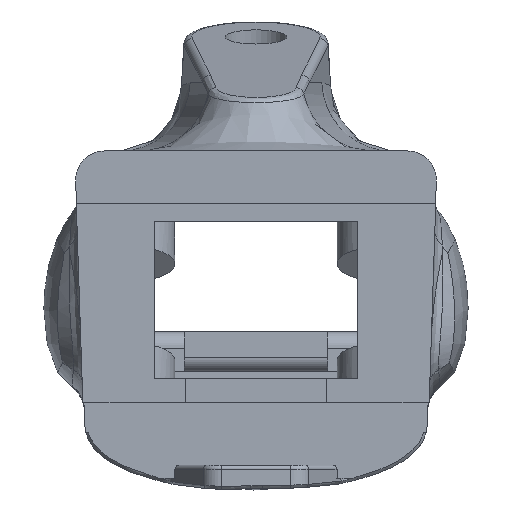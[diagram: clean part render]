
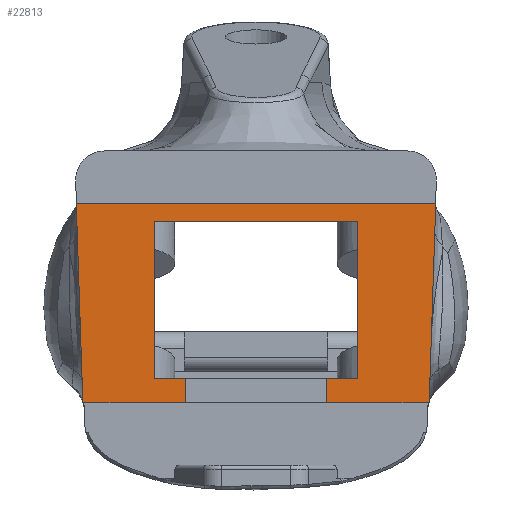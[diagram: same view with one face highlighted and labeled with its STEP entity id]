
A CAD part, top view. The second image highlights one B-rep face of the part: STEP entity #22813.
In plain terms, the highlighted planar face has unit normal (0, 0, 1).
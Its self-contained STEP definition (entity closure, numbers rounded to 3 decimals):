
#4895=DIRECTION('',(0.,-1.,0.));
#4896=VECTOR('',#4895,2.414);
#4897=CARTESIAN_POINT('',(-7.001,-29.586,
-94.861));
#4898=LINE('',#4897,#4896);
#4899=DIRECTION('',(1.,0.,0.));
#4900=VECTOR('',#4899,35.692);
#4901=CARTESIAN_POINT('',(-17.846,-12.2,-94.861));
#4902=LINE('',#4901,#4900);
#4903=DIRECTION('',(-0.033,-0.999,0.));
#4904=VECTOR('',#4903,19.811);
#4905=CARTESIAN_POINT('',(17.846,-12.2,-94.861));
#4906=LINE('',#4905,#4904);
#4907=DIRECTION('',(0.,-1.,0.));
#4908=VECTOR('',#4907,2.414);
#4909=CARTESIAN_POINT('',(7.001,-29.586,
-94.861));
#4910=LINE('',#4909,#4908);
#4911=DIRECTION('',(1.,0.,0.));
#4912=VECTOR('',#4911,3.115);
#4913=CARTESIAN_POINT('',(7.001,-29.586,
-94.861));
#4914=LINE('',#4913,#4912);
#4915=DIRECTION('',(0.,1.,0.));
#4916=VECTOR('',#4915,15.546);
#4917=CARTESIAN_POINT('',(10.116,-29.586,
-94.861));
#4918=LINE('',#4917,#4916);
#4919=DIRECTION('',(-1.,0.,0.));
#4920=VECTOR('',#4919,20.232);
#4921=CARTESIAN_POINT('',(10.116,-14.04,
-94.861));
#4922=LINE('',#4921,#4920);
#4923=DIRECTION('',(0.,-1.,0.));
#4924=VECTOR('',#4923,15.546);
#4925=CARTESIAN_POINT('',(-10.116,-14.04,
-94.861));
#4926=LINE('',#4925,#4924);
#4927=DIRECTION('',(1.,0.,0.));
#4928=VECTOR('',#4927,3.115);
#4929=CARTESIAN_POINT('',(-10.116,-29.586,
-94.861));
#4930=LINE('',#4929,#4928);
#4947=DIRECTION('',(1.,0.,0.));
#4948=VECTOR('',#4947,10.193);
#4949=CARTESIAN_POINT('',(7.001,-32.,-94.861));
#4950=LINE('',#4949,#4948);
#4955=DIRECTION('',(1.,0.,0.));
#4956=VECTOR('',#4955,10.193);
#4957=CARTESIAN_POINT('',(-17.194,-32.,-94.861));
#4958=LINE('',#4957,#4956);
#5313=DIRECTION('',(0.033,-0.999,0.));
#5314=VECTOR('',#5313,19.811);
#5315=CARTESIAN_POINT('',(-17.846,-12.2,-94.861));
#5316=LINE('',#5315,#5314);
#10119=CARTESIAN_POINT('',(-17.846,-12.2,-94.861));
#10120=CARTESIAN_POINT('',(17.846,-12.2,-94.861));
#10121=VERTEX_POINT('',#10119);
#10122=VERTEX_POINT('',#10120);
#10165=CARTESIAN_POINT('',(10.116,-14.04,
-94.861));
#10166=CARTESIAN_POINT('',(-10.116,-14.04,
-94.861));
#10167=VERTEX_POINT('',#10165);
#10168=VERTEX_POINT('',#10166);
#10169=CARTESIAN_POINT('',(-10.116,-29.586,
-94.861));
#10170=VERTEX_POINT('',#10169);
#10171=CARTESIAN_POINT('',(10.116,-29.586,
-94.861));
#10172=VERTEX_POINT('',#10171);
#10443=CARTESIAN_POINT('',(17.194,-32.,-94.861));
#10445=VERTEX_POINT('',#10443);
#10449=CARTESIAN_POINT('',(-17.194,-32.,-94.861));
#10451=VERTEX_POINT('',#10449);
#10639=CARTESIAN_POINT('',(-7.001,-29.586,
-94.861));
#10640=CARTESIAN_POINT('',(-7.001,-32.,-94.861));
#10641=VERTEX_POINT('',#10639);
#10642=VERTEX_POINT('',#10640);
#10643=CARTESIAN_POINT('',(7.001,-29.586,
-94.861));
#10644=CARTESIAN_POINT('',(7.001,-32.,-94.861));
#10645=VERTEX_POINT('',#10643);
#10646=VERTEX_POINT('',#10644);
#22786=CARTESIAN_POINT('',(0.,-21.,-94.861));
#22787=DIRECTION('',(0.,0.,1.));
#22788=DIRECTION('',(1.,0.,0.));
#22789=AXIS2_PLACEMENT_3D('',#22786,#22787,#22788);
#22790=PLANE('',#22789);
#22792=ORIENTED_EDGE('',*,*,#22791,.T.);
#22794=ORIENTED_EDGE('',*,*,#22793,.F.);
#22796=ORIENTED_EDGE('',*,*,#22795,.F.);
#22797=ORIENTED_EDGE('',*,*,#22765,.T.);
#22799=ORIENTED_EDGE('',*,*,#22798,.T.);
#22801=ORIENTED_EDGE('',*,*,#22800,.F.);
#22803=ORIENTED_EDGE('',*,*,#22802,.F.);
#22804=ORIENTED_EDGE('',*,*,#15085,.T.);
#22805=ORIENTED_EDGE('',*,*,#22701,.T.);
#22807=ORIENTED_EDGE('',*,*,#22806,.T.);
#22809=ORIENTED_EDGE('',*,*,#22808,.T.);
#22810=ORIENTED_EDGE('',*,*,#15093,.T.);
#22811=EDGE_LOOP('',(#22792,#22794,#22796,#22797,#22799,#22801,#22803,#22804,
#22805,#22807,#22809,#22810));
#22812=FACE_OUTER_BOUND('',#22811,.F.);
#22813=ADVANCED_FACE('',(#22812),#22790,.T.);
#15085=EDGE_CURVE('',#10645,#10172,#4914,.T.);
#15093=EDGE_CURVE('',#10170,#10641,#4930,.T.);
#22701=EDGE_CURVE('',#10172,#10167,#4918,.T.);
#22765=EDGE_CURVE('',#10121,#10122,#4902,.T.);
#22791=EDGE_CURVE('',#10641,#10642,#4898,.T.);
#22793=EDGE_CURVE('',#10451,#10642,#4958,.T.);
#22795=EDGE_CURVE('',#10121,#10451,#5316,.T.);
#22798=EDGE_CURVE('',#10122,#10445,#4906,.T.);
#22800=EDGE_CURVE('',#10646,#10445,#4950,.T.);
#22802=EDGE_CURVE('',#10645,#10646,#4910,.T.);
#22806=EDGE_CURVE('',#10167,#10168,#4922,.T.);
#22808=EDGE_CURVE('',#10168,#10170,#4926,.T.);
